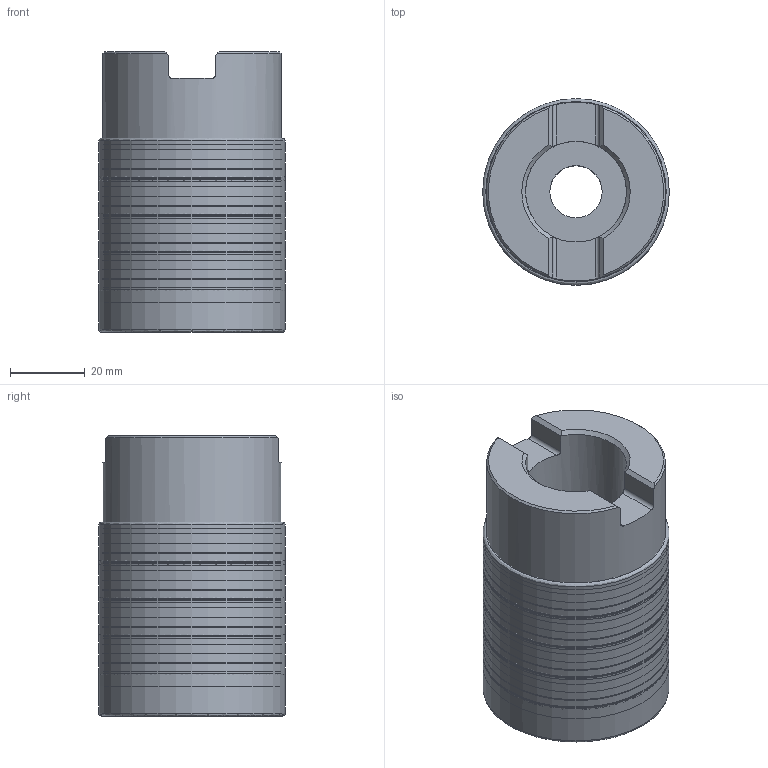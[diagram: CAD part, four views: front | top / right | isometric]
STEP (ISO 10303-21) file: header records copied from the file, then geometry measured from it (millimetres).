
FILE_DESCRIPTION(/* description */ (''),/* implementation_level */ '2;1');
FILE_NAME(/* name */ 'R220.42-0050-050-LNXO.5A_Basic.stp',/* time_stamp */ '2024-02-13T10:38:14+05:00',/* author */ (''),/* organization */ (''),/* preprocessor_version */ 'ST-DEVELOPER v16.7',/* originating_system */ 'SIEMENS PLM Software NX 12.0',/* authorisation */ '');
FILE_SCHEMA (('AUTOMOTIVE_DESIGN { 1 0 10303 214 3 1 1 1 }'));
Length unit declared in the file: millimetre
Products named in the file (5): CUT2; CUT1; NOCUT; ASSEMBLY_CONSTRUCTION; R220.42-0050-050-LNXO.5A_Basic
Assembly tree (7 placements, depth 2):
  R220.42-0050-050-LNXO.5A_Basic
    ASSEMBLY_CONSTRUCTION
    NOCUT
    CUT1
    CUT2  x4
Bounding box: 49.94 x 49.94 x 75 mm (x, y, z)
Volume: 169226.6 mm3; surface area: 43809.8 mm2
Topology: 6 solids, 6 shells, 227 faces, 491 edges, 307 vertices
Faces by surface type: revolution 185, plane 16, cone 15, cylinder 8, torus 2, bspline 1
Full cylindrical faces by diameter (mm): 14 x1, 20 x1, 27 x1, 47.884 x1
Entity records: 7177 total; most frequent: CARTESIAN_POINT 2605, DIRECTION 815, ORIENTED_EDGE 524, EDGE_LOOP 434, FACE_BOUND 414, AXIS2_PLACEMENT_3D 303, EDGE_CURVE 262, VERTEX_POINT 242
